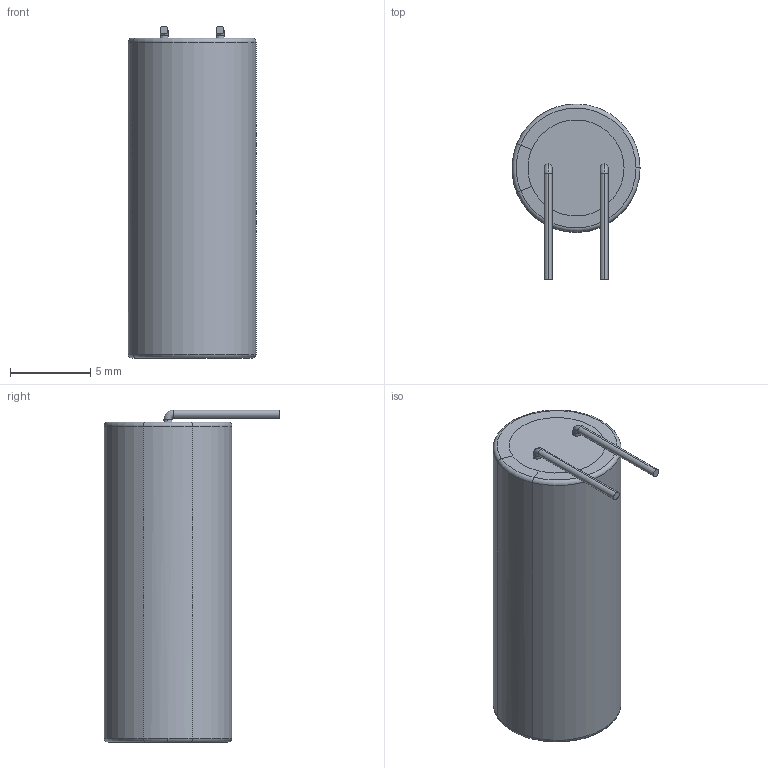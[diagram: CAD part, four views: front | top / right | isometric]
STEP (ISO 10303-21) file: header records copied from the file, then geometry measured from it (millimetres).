
FILE_DESCRIPTION (( 'STEP AP214' ), '1' );
FILE_NAME('Capacitor_Polarised_Laydown_8x20.step', '2021-05-27T17:08:48', 'Stefan Hamminga', '', '', '', '');
FILE_SCHEMA (( 'AUTOMOTIVE_DESIGN' ));
Length unit declared in the file: millimetre
Products named in the file (1): Capacitor_Polarised_Laydown_8x20
Bounding box: 8 x 11 x 20.75 mm (x, y, z)
Volume: 1007.5 mm3; surface area: 620.9 mm2
Topology: 1 solids, 1 shells, 29 faces, 62 edges, 37 vertices
Faces by surface type: cylinder 11, torus 10, plane 8
Entity records: 1130 total; most frequent: DIRECTION 169, CARTESIAN_POINT 129, ORIENTED_EDGE 124, AXIS2_PLACEMENT_3D 77, EDGE_CURVE 62, CIRCLE 47, VERTEX_POINT 37, EDGE_LOOP 31
